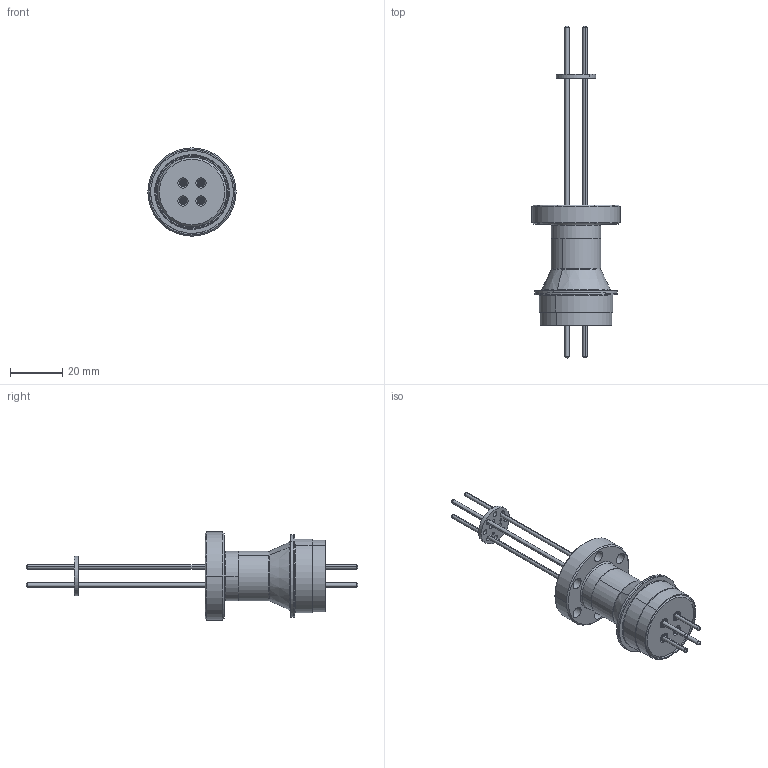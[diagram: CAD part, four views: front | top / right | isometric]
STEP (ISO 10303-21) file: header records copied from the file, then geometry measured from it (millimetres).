
FILE_DESCRIPTION (( 'STEP AP203' ), '1' );
FILE_NAME ('10234-02-CF.STEP', '2025-10-08T16:58:23', ( '' ), ( '' ), 'SwSTEP 2.0', 'SolidWorks 2023', '' );
FILE_SCHEMA (( 'CONFIG_CONTROL_DESIGN' ));
Length unit declared in the file: inch
Products named in the file (9): 11388_01; 03116_01; 11387_01; 10095_01; 06863_01; 10390_01; 10234-02-CF; 10700_01; 25603_02
Assembly tree (14 placements, depth 3):
  10234-02-CF
    10390_01
      10700_01
      11387_01  x4
      03116_01
      11388_01  x4
      25603_02
    10095_01
    06863_01
Bounding box: 33.78 x 127 x 33.78 mm (x, y, z)
Volume: 10377 mm3; surface area: 14562.2 mm2
Topology: 13 solids, 13 shells, 212 faces, 460 edges, 280 vertices
Faces by surface type: cylinder 110, cone 40, plane 32, torus 30
Entity records: 5777 total; most frequent: DIRECTION 948, CARTESIAN_POINT 754, ORIENTED_EDGE 716, AXIS2_PLACEMENT_3D 414, EDGE_CURVE 358, CIRCLE 238, VERTEX_POINT 220, EDGE_LOOP 220
